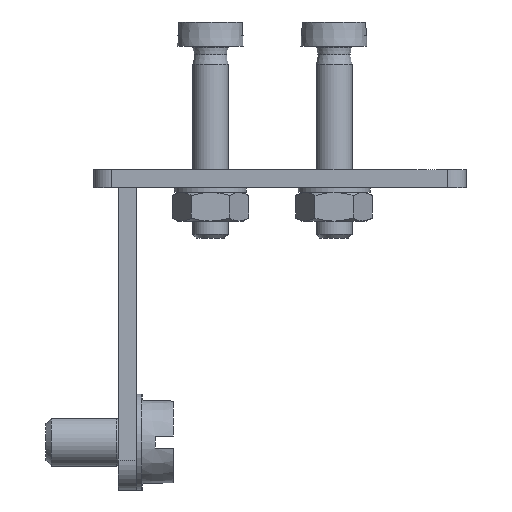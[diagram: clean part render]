
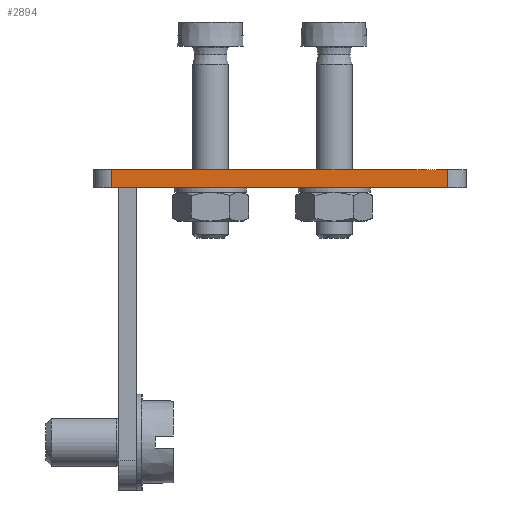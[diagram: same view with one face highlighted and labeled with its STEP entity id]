
A CAD part, left-side view. The second image highlights one B-rep face of the part: STEP entity #2894.
In plain terms, the highlighted face is planar.
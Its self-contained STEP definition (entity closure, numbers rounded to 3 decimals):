
#383=ORIENTED_EDGE('',*,*,#1210,.T.);
#384=ORIENTED_EDGE('',*,*,#1219,.F.);
#385=ORIENTED_EDGE('',*,*,#1220,.F.);
#386=ORIENTED_EDGE('',*,*,#1221,.T.);
#1210=EDGE_CURVE('',#1629,#1628,#1898,.T.);
#1219=EDGE_CURVE('',#1637,#1628,#1905,.T.);
#1220=EDGE_CURVE('',#1638,#1637,#1906,.T.);
#1221=EDGE_CURVE('',#1638,#1629,#1907,.T.);
#1628=VERTEX_POINT('',#4445);
#1629=VERTEX_POINT('',#4447);
#1637=VERTEX_POINT('',#4465);
#1638=VERTEX_POINT('',#4467);
#1898=LINE('',#4446,#2156);
#1905=LINE('',#4464,#2163);
#1906=LINE('',#4466,#2164);
#1907=LINE('',#4468,#2165);
#2156=VECTOR('',#3518,1000.);
#2163=VECTOR('',#3531,1000.);
#2164=VECTOR('',#3532,1000.);
#2165=VECTOR('',#3533,1000.);
#2394=EDGE_LOOP('',(#383,#384,#385,#386));
#2600=FACE_BOUND('',#2394,.T.);
#2802=PLANE('',#3152);
#2894=ADVANCED_FACE('',(#2600),#2802,.F.);
#3152=AXIS2_PLACEMENT_3D('',#4463,#3529,#3530);
#3518=DIRECTION('',(0.,-1.,0.));
#3529=DIRECTION('',(0.,0.,-1.));
#3530=DIRECTION('',(-1.,0.,0.));
#3531=DIRECTION('',(-1.,0.,0.));
#3532=DIRECTION('',(0.,-1.,0.));
#3533=DIRECTION('',(-1.,0.,0.));
#4445=CARTESIAN_POINT('',(0.,1.5,59.25));
#4446=CARTESIAN_POINT('',(0.,29.5,59.25));
#4447=CARTESIAN_POINT('',(0.,29.5,59.25));
#4463=CARTESIAN_POINT('',(1.5,29.5,59.25));
#4464=CARTESIAN_POINT('',(1.5,1.5,59.25));
#4465=CARTESIAN_POINT('',(1.5,1.5,59.25));
#4466=CARTESIAN_POINT('',(1.5,29.5,59.25));
#4467=CARTESIAN_POINT('',(1.5,29.5,59.25));
#4468=CARTESIAN_POINT('',(1.5,29.5,59.25));
